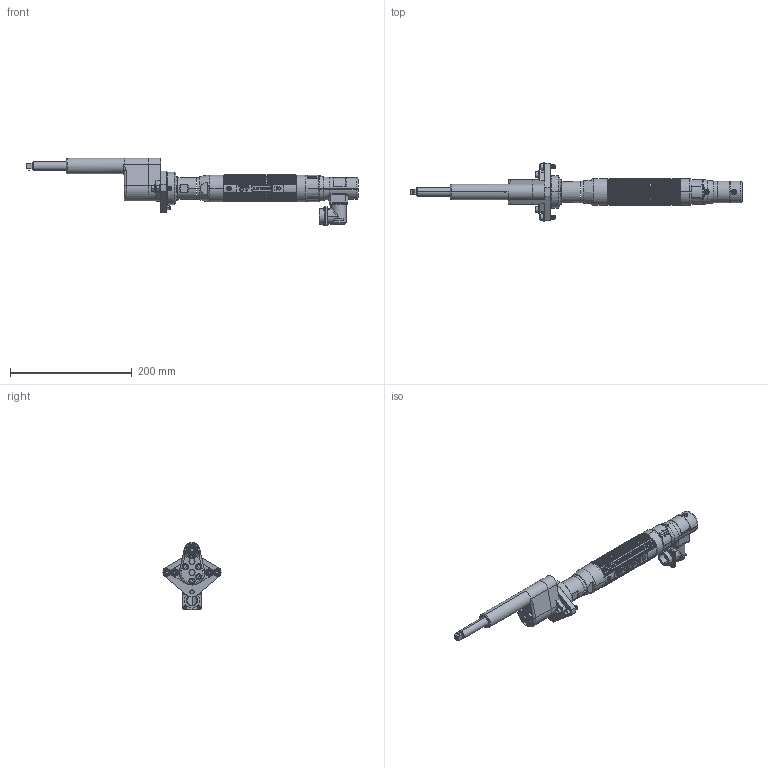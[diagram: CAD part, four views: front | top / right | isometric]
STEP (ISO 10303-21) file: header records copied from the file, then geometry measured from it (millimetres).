
FILE_DESCRIPTION((''),'2;1');
FILE_NAME('EB33MDF2-36R','2021-03-08T16:28:16',('SXD1216'),(''),'CREO PARAMETRIC BY PTC INC, 2017380','CREO PARAMETRIC BY PTC INC, 2017380','');
FILE_SCHEMA(('CONFIG_CONTROL_DESIGN'));
Products named in the file (1): EB33MDF2-36R
Bounding box: 545.8 x 95.44 x 110.82 mm (x, y, z)
Surface area: 129029.3 mm2 (no closed solid volume)
Topology: 0 solids, 175 shells, 639 faces, 3656 edges, 3066 vertices
Faces by surface type: cylinder 295, plane 180, bspline 71, torus 47, cone 44, extrusion 2
Entity records: 51108 total; most frequent: CARTESIAN_POINT 24872, DIRECTION 4948, ORIENTED_EDGE 4607, EDGE_CURVE 3656, VERTEX_POINT 3066, VECTOR 1750, LINE 1748, AXIS2_PLACEMENT_3D 1599
